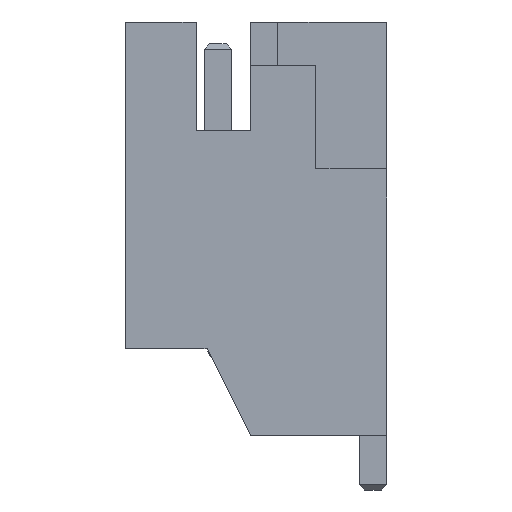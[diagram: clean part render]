
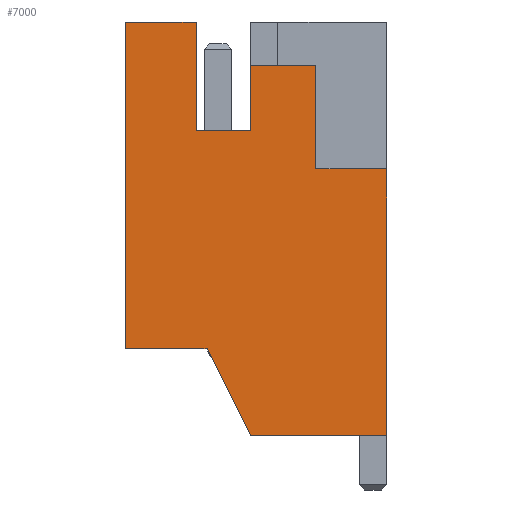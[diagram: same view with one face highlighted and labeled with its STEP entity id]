
A CAD part, left-side view. The second image highlights one B-rep face of the part: STEP entity #7000.
In plain terms, the highlighted planar face has unit normal (-1, 0, 0).
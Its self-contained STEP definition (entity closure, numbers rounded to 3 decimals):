
#214=FACE_OUTER_BOUND('',#610,.T.);
#610=EDGE_LOOP('',(#4685,#4686,#4687,#4688,#4689,#4690,#4691,#4692,#4693,
#4694,#4695,#4696));
#1011=LINE('',#9794,#1951);
#1015=LINE('',#9801,#1955);
#1021=LINE('',#9815,#1961);
#1046=LINE('',#9864,#1986);
#1072=LINE('',#9916,#2012);
#1078=LINE('',#9927,#2018);
#1080=LINE('',#9931,#2020);
#1082=LINE('',#9934,#2022);
#1083=LINE('',#9938,#2023);
#1084=LINE('',#9940,#2024);
#1085=LINE('',#9942,#2025);
#1086=LINE('',#9943,#2026);
#1951=VECTOR('',#7882,10.);
#1955=VECTOR('',#7888,10.);
#1961=VECTOR('',#7898,10.);
#1986=VECTOR('',#7933,10.);
#2012=VECTOR('',#7971,10.);
#2018=VECTOR('',#7979,10.);
#2020=VECTOR('',#7983,10.);
#2022=VECTOR('',#7987,10.);
#2023=VECTOR('',#7992,10.);
#2024=VECTOR('',#7993,10.);
#2025=VECTOR('',#7994,10.);
#2026=VECTOR('',#7995,10.);
#2891=VERTEX_POINT('',#9791);
#2892=VERTEX_POINT('',#9793);
#2894=VERTEX_POINT('',#9799);
#2900=VERTEX_POINT('',#9814);
#2919=VERTEX_POINT('',#9862);
#2938=VERTEX_POINT('',#9913);
#2939=VERTEX_POINT('',#9915);
#2943=VERTEX_POINT('',#9925);
#2944=VERTEX_POINT('',#9929);
#2945=VERTEX_POINT('',#9937);
#2946=VERTEX_POINT('',#9939);
#2947=VERTEX_POINT('',#9941);
#3547=EDGE_CURVE('',#2892,#2891,#1011,.T.);
#3551=EDGE_CURVE('',#2891,#2894,#1015,.T.);
#3557=EDGE_CURVE('',#2900,#2892,#1021,.T.);
#3582=EDGE_CURVE('',#2894,#2919,#1046,.T.);
#3608=EDGE_CURVE('',#2939,#2938,#1072,.T.);
#3614=EDGE_CURVE('',#2938,#2943,#1078,.T.);
#3616=EDGE_CURVE('',#2943,#2944,#1080,.T.);
#3618=EDGE_CURVE('',#2944,#2900,#1082,.T.);
#3619=EDGE_CURVE('',#2919,#2945,#1083,.T.);
#3620=EDGE_CURVE('',#2945,#2946,#1084,.T.);
#3621=EDGE_CURVE('',#2946,#2947,#1085,.T.);
#3622=EDGE_CURVE('',#2947,#2939,#1086,.T.);
#4685=ORIENTED_EDGE('',*,*,#3551,.T.);
#4686=ORIENTED_EDGE('',*,*,#3582,.T.);
#4687=ORIENTED_EDGE('',*,*,#3619,.T.);
#4688=ORIENTED_EDGE('',*,*,#3620,.T.);
#4689=ORIENTED_EDGE('',*,*,#3621,.T.);
#4690=ORIENTED_EDGE('',*,*,#3622,.T.);
#4691=ORIENTED_EDGE('',*,*,#3608,.T.);
#4692=ORIENTED_EDGE('',*,*,#3614,.T.);
#4693=ORIENTED_EDGE('',*,*,#3616,.T.);
#4694=ORIENTED_EDGE('',*,*,#3618,.T.);
#4695=ORIENTED_EDGE('',*,*,#3557,.T.);
#4696=ORIENTED_EDGE('',*,*,#3547,.T.);
#6648=PLANE('',#7411);
#7000=ADVANCED_FACE('',(#214),#6648,.T.);
#7411=AXIS2_PLACEMENT_3D('',#9936,#7990,#7991);
#7882=DIRECTION('',(0.,1.,0.));
#7888=DIRECTION('',(0.,0.,1.));
#7898=DIRECTION('',(0.,0.,-1.));
#7933=DIRECTION('',(0.,1.,0.));
#7971=DIRECTION('',(0.,0.,1.));
#7979=DIRECTION('',(0.,1.,0.));
#7983=DIRECTION('',(0.,0.,1.));
#7987=DIRECTION('',(0.,1.,0.));
#7990=DIRECTION('center_axis',(-1.,0.,0.));
#7991=DIRECTION('ref_axis',(0.,0.,1.));
#7992=DIRECTION('',(0.,0.,-1.));
#7993=DIRECTION('',(0.,-1.,0.));
#7994=DIRECTION('',(0.,-0.447,-0.894));
#7995=DIRECTION('',(0.,-1.,0.));
#9791=CARTESIAN_POINT('',(-12.95,3.5,-2.));
#9793=CARTESIAN_POINT('',(-12.95,2.5,-2.));
#9794=CARTESIAN_POINT('',(-12.95,2.95,-2.));
#9799=CARTESIAN_POINT('',(-12.95,3.5,0.));
#9801=CARTESIAN_POINT('',(-12.95,3.5,-1.5));
#9814=CARTESIAN_POINT('',(-12.95,2.5,-0.8));
#9815=CARTESIAN_POINT('',(-12.95,2.5,-2.5));
#9862=CARTESIAN_POINT('',(-12.95,4.8,0.));
#9864=CARTESIAN_POINT('',(-12.95,0.,0.));
#9913=CARTESIAN_POINT('',(-12.95,0.,-2.7));
#9915=CARTESIAN_POINT('',(-12.95,0.,-7.6));
#9916=CARTESIAN_POINT('',(-12.95,0.,-7.6));
#9925=CARTESIAN_POINT('',(-12.95,1.3,-2.7));
#9927=CARTESIAN_POINT('',(-12.95,1.85,-2.7));
#9929=CARTESIAN_POINT('',(-12.95,1.3,-0.8));
#9931=CARTESIAN_POINT('',(-12.95,1.3,-1.9));
#9934=CARTESIAN_POINT('',(-12.95,2.45,-0.8));
#9936=CARTESIAN_POINT('Origin',(-12.95,2.4,-3.));
#9937=CARTESIAN_POINT('',(-12.95,4.8,-6.));
#9938=CARTESIAN_POINT('',(-12.95,4.8,0.));
#9939=CARTESIAN_POINT('',(-12.95,3.3,-6.));
#9940=CARTESIAN_POINT('',(-12.95,4.8,-6.));
#9941=CARTESIAN_POINT('',(-12.95,2.5,-7.6));
#9942=CARTESIAN_POINT('',(-12.95,3.3,-6.));
#9943=CARTESIAN_POINT('',(-12.95,2.5,-7.6));
